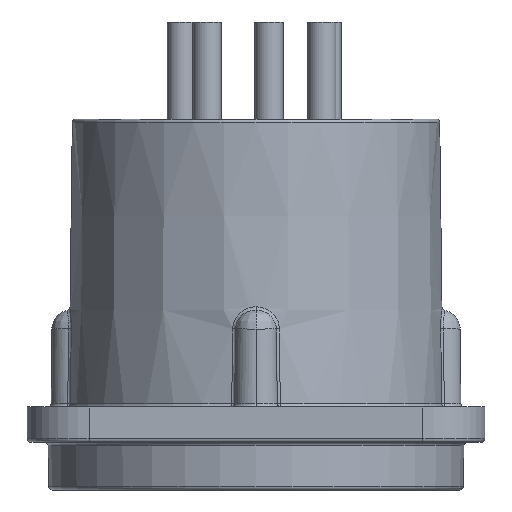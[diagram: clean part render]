
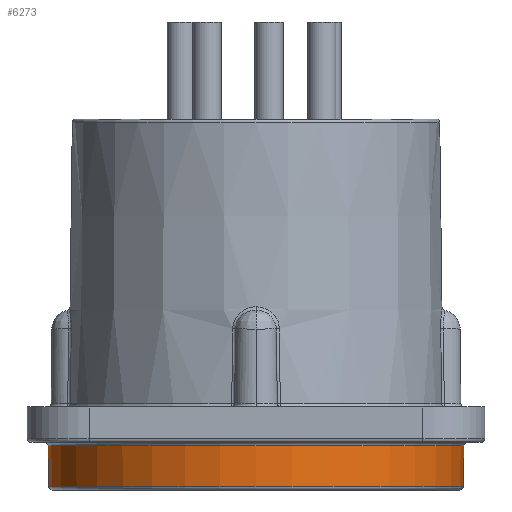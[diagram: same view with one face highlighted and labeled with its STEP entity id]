
A CAD part, front view. The second image highlights one B-rep face of the part: STEP entity #6273.
In plain terms, the highlighted conical face has half-angle 1 degrees and reference radius 11.775 mm.
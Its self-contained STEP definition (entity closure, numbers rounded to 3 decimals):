
#5809 = TOROIDAL_SURFACE('',#5810,11.972,0.2);
#5810 = AXIS2_PLACEMENT_3D('',#5811,#5812,#5813);
#5811 = CARTESIAN_POINT('',(-22.636,-20.149,-2.2));
#5812 = DIRECTION('',(0.,0.,1.));
#5813 = DIRECTION('',(-1.,0.,0.));
#6051 = TOROIDAL_SURFACE('',#6052,11.531,0.2);
#6052 = AXIS2_PLACEMENT_3D('',#6053,#6054,#6055);
#6053 = CARTESIAN_POINT('',(-22.636,-20.149,-4.5));
#6054 = DIRECTION('',(0.,0.,1.));
#6055 = DIRECTION('',(-1.,0.,0.));
#6080 = VERTEX_POINT('',#6081);
#6081 = CARTESIAN_POINT('',(-10.904,-20.149,
    -4.503));
#6108 = EDGE_CURVE('',#6109,#6080,#6111,.T.);
#6109 = VERTEX_POINT('',#6110);
#6110 = CARTESIAN_POINT('',(-34.367,-20.149,
    -4.503));
#6111 = SURFACE_CURVE('',#6112,(#6117,#6124),.PCURVE_S1.);
#6112 = CIRCLE('',#6113,11.731);
#6113 = AXIS2_PLACEMENT_3D('',#6114,#6115,#6116);
#6114 = CARTESIAN_POINT('',(-22.636,-20.149,
    -4.503));
#6115 = DIRECTION('',(0.,0.,1.));
#6116 = DIRECTION('',(-1.,0.,0.));
#6117 = PCURVE('',#6051,#6118);
#6118 = DEFINITIONAL_REPRESENTATION('',(#6119),#6123);
#6119 = LINE('',#6120,#6121);
#6120 = CARTESIAN_POINT('',(0.,6.266));
#6121 = VECTOR('',#6122,1.);
#6122 = DIRECTION('',(1.,0.));
#6123 = ( GEOMETRIC_REPRESENTATION_CONTEXT(2) 
PARAMETRIC_REPRESENTATION_CONTEXT() REPRESENTATION_CONTEXT('2D SPACE',''
  ) );
#6124 = PCURVE('',#6125,#6130);
#6125 = CONICAL_SURFACE('',#6126,11.775,0.017);
#6126 = AXIS2_PLACEMENT_3D('',#6127,#6128,#6129);
#6127 = CARTESIAN_POINT('',(-22.636,-20.149,-2.));
#6128 = DIRECTION('',(0.,0.,1.));
#6129 = DIRECTION('',(-1.,0.,0.));
#6130 = DEFINITIONAL_REPRESENTATION('',(#6131),#6135);
#6131 = LINE('',#6132,#6133);
#6132 = CARTESIAN_POINT('',(0.,-2.503));
#6133 = VECTOR('',#6134,1.);
#6134 = DIRECTION('',(1.,0.));
#6135 = ( GEOMETRIC_REPRESENTATION_CONTEXT(2) 
PARAMETRIC_REPRESENTATION_CONTEXT() REPRESENTATION_CONTEXT('2D SPACE',''
  ) );
#6213 = CONICAL_SURFACE('',#6214,11.775,0.017);
#6214 = AXIS2_PLACEMENT_3D('',#6215,#6216,#6217);
#6215 = CARTESIAN_POINT('',(-22.636,-20.149,-2.));
#6216 = DIRECTION('',(0.,0.,1.));
#6217 = DIRECTION('',(-1.,0.,0.));
#6273 = ADVANCED_FACE('',(#6274),#6125,.T.);
#6274 = FACE_BOUND('',#6275,.T.);
#6275 = EDGE_LOOP('',(#6276,#6277,#6305,#6329));
#6276 = ORIENTED_EDGE('',*,*,#6108,.T.);
#6277 = ORIENTED_EDGE('',*,*,#6278,.T.);
#6278 = EDGE_CURVE('',#6080,#6279,#6281,.T.);
#6279 = VERTEX_POINT('',#6280);
#6280 = CARTESIAN_POINT('',(-10.864,-20.149,
    -2.197));
#6281 = SURFACE_CURVE('',#6282,(#6286,#6293),.PCURVE_S1.);
#6282 = LINE('',#6283,#6284);
#6283 = CARTESIAN_POINT('',(-10.861,-20.149,-2.));
#6284 = VECTOR('',#6285,1.);
#6285 = DIRECTION('',(0.017,0.,
    1.));
#6286 = PCURVE('',#6125,#6287);
#6287 = DEFINITIONAL_REPRESENTATION('',(#6288),#6292);
#6288 = LINE('',#6289,#6290);
#6289 = CARTESIAN_POINT('',(3.142,0.));
#6290 = VECTOR('',#6291,1.);
#6291 = DIRECTION('',(0.,1.));
#6292 = ( GEOMETRIC_REPRESENTATION_CONTEXT(2) 
PARAMETRIC_REPRESENTATION_CONTEXT() REPRESENTATION_CONTEXT('2D SPACE',''
  ) );
#6293 = PCURVE('',#6294,#6299);
#6294 = CONICAL_SURFACE('',#6295,11.775,0.017);
#6295 = AXIS2_PLACEMENT_3D('',#6296,#6297,#6298);
#6296 = CARTESIAN_POINT('',(-22.636,-20.149,-2.));
#6297 = DIRECTION('',(0.,0.,1.));
#6298 = DIRECTION('',(-1.,0.,0.));
#6299 = DEFINITIONAL_REPRESENTATION('',(#6300),#6304);
#6300 = LINE('',#6301,#6302);
#6301 = CARTESIAN_POINT('',(3.142,0.));
#6302 = VECTOR('',#6303,1.);
#6303 = DIRECTION('',(0.,1.));
#6304 = ( GEOMETRIC_REPRESENTATION_CONTEXT(2) 
PARAMETRIC_REPRESENTATION_CONTEXT() REPRESENTATION_CONTEXT('2D SPACE',''
  ) );
#6305 = ORIENTED_EDGE('',*,*,#6306,.T.);
#6306 = EDGE_CURVE('',#6279,#6307,#6309,.T.);
#6307 = VERTEX_POINT('',#6308);
#6308 = CARTESIAN_POINT('',(-34.407,-20.149,
    -2.197));
#6309 = SURFACE_CURVE('',#6310,(#6315,#6322),.PCURVE_S1.);
#6310 = CIRCLE('',#6311,11.772);
#6311 = AXIS2_PLACEMENT_3D('',#6312,#6313,#6314);
#6312 = CARTESIAN_POINT('',(-22.636,-20.149,
    -2.197));
#6313 = DIRECTION('',(0.,0.,-1.));
#6314 = DIRECTION('',(-1.,0.,0.));
#6315 = PCURVE('',#6125,#6316);
#6316 = DEFINITIONAL_REPRESENTATION('',(#6317),#6321);
#6317 = LINE('',#6318,#6319);
#6318 = CARTESIAN_POINT('',(6.283,-0.197));
#6319 = VECTOR('',#6320,1.);
#6320 = DIRECTION('',(-1.,0.));
#6321 = ( GEOMETRIC_REPRESENTATION_CONTEXT(2) 
PARAMETRIC_REPRESENTATION_CONTEXT() REPRESENTATION_CONTEXT('2D SPACE',''
  ) );
#6322 = PCURVE('',#5809,#6323);
#6323 = DEFINITIONAL_REPRESENTATION('',(#6324),#6328);
#6324 = LINE('',#6325,#6326);
#6325 = CARTESIAN_POINT('',(6.283,3.124));
#6326 = VECTOR('',#6327,1.);
#6327 = DIRECTION('',(-1.,0.));
#6328 = ( GEOMETRIC_REPRESENTATION_CONTEXT(2) 
PARAMETRIC_REPRESENTATION_CONTEXT() REPRESENTATION_CONTEXT('2D SPACE',''
  ) );
#6329 = ORIENTED_EDGE('',*,*,#6330,.F.);
#6330 = EDGE_CURVE('',#6109,#6307,#6331,.T.);
#6331 = SURFACE_CURVE('',#6332,(#6336,#6343),.PCURVE_S1.);
#6332 = LINE('',#6333,#6334);
#6333 = CARTESIAN_POINT('',(-34.411,-20.149,-2.));
#6334 = VECTOR('',#6335,1.);
#6335 = DIRECTION('',(-0.017,0.,1.));
#6336 = PCURVE('',#6125,#6337);
#6337 = DEFINITIONAL_REPRESENTATION('',(#6338),#6342);
#6338 = LINE('',#6339,#6340);
#6339 = CARTESIAN_POINT('',(0.,0.));
#6340 = VECTOR('',#6341,1.);
#6341 = DIRECTION('',(0.,1.));
#6342 = ( GEOMETRIC_REPRESENTATION_CONTEXT(2) 
PARAMETRIC_REPRESENTATION_CONTEXT() REPRESENTATION_CONTEXT('2D SPACE',''
  ) );
#6343 = PCURVE('',#6213,#6344);
#6344 = DEFINITIONAL_REPRESENTATION('',(#6345),#6349);
#6345 = LINE('',#6346,#6347);
#6346 = CARTESIAN_POINT('',(6.283,0.));
#6347 = VECTOR('',#6348,1.);
#6348 = DIRECTION('',(0.,1.));
#6349 = ( GEOMETRIC_REPRESENTATION_CONTEXT(2) 
PARAMETRIC_REPRESENTATION_CONTEXT() REPRESENTATION_CONTEXT('2D SPACE',''
  ) );
